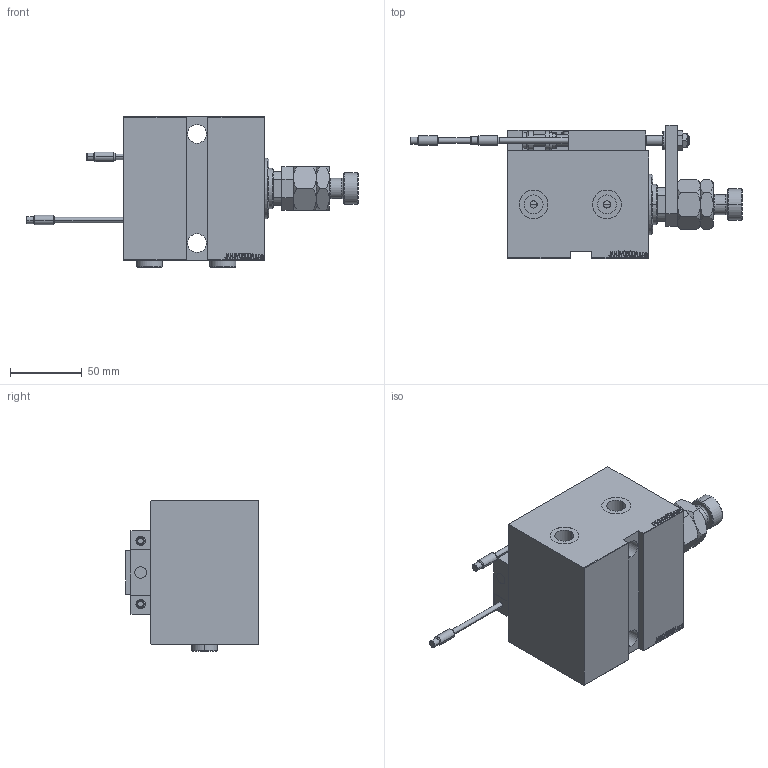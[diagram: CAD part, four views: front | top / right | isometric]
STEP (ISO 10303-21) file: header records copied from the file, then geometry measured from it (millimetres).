
FILE_DESCRIPTION (( 'STEP AP203' ), '1' );
FILE_NAME ('4cd1.STEP', '2024-05-28T05:28:38', ( '' ), ( '' ), 'SwSTEP 2.0', 'SolidWorks 2019', '' );
FILE_SCHEMA (( 'CONFIG_CONTROL_DESIGN' ));
Length unit declared in the file: millimetre
Products named in the file (18): X_Y_MFA 1e30b786100501f68a7e943c62e7d6fc; NUT_D12 1e30b786100501f68a7e943c62e7d6fc; Block 1e30b786100501f68a7e943c62e7d6fc; SWITCH_X_FRONT_BACK 1e30b786100501f68a7e943c62e7d6fc; ALLEN BOLT D5 1e30b786100501f68a7e943c62e7d6fc; V450CM_VC_B 1e30b786100501f68a7e943c62e7d6fc; KONCOVKA_Y 1e30b786100501f68a7e943c62e7d6fc; SWITCH X 1e30b786100501f68a7e943c62e7d6fc; V450CM_E_Body 1e30b786100501f68a7e943c62e7d6fc; Zatka_OIL_PORT 1e30b786100501f68a7e943c62e7d6fc; V450CM_E_VCP 1e30b786100501f68a7e943c62e7d6fc; MAGNET 1e30b786100501f68a7e943c62e7d6fc; ALLEN BOLT D8 1e30b786100501f68a7e943c62e7d6fc; ZARAZKA 1e30b786100501f68a7e943c62e7d6fc; 4cd1; TYC_L79 1e30b786100501f68a7e943c62e7d6fc; NUT_D10 1e30b786100501f68a7e943c62e7d6fc; SWITCH DIM B,W 1e30b786100501f68a7e943c62e7d6fc
Assembly tree (28 placements, depth 3):
  4cd1
    V450CM_E_Body 1e30b786100501f68a7e943c62e7d6fc
    V450CM_E_VCP 1e30b786100501f68a7e943c62e7d6fc
    V450CM_VC_B 1e30b786100501f68a7e943c62e7d6fc
    SWITCH X 1e30b786100501f68a7e943c62e7d6fc
      SWITCH_X_FRONT_BACK 1e30b786100501f68a7e943c62e7d6fc  x2
      TYC_L79 1e30b786100501f68a7e943c62e7d6fc
      Block 1e30b786100501f68a7e943c62e7d6fc  x2
      ALLEN BOLT D5 1e30b786100501f68a7e943c62e7d6fc  x4
      ALLEN BOLT D8 1e30b786100501f68a7e943c62e7d6fc  x4
      MAGNET 1e30b786100501f68a7e943c62e7d6fc  x2
      KONCOVKA_Y 1e30b786100501f68a7e943c62e7d6fc  x2
    SWITCH DIM B,W 1e30b786100501f68a7e943c62e7d6fc
    ZARAZKA 1e30b786100501f68a7e943c62e7d6fc
    NUT_D10 1e30b786100501f68a7e943c62e7d6fc
    NUT_D12 1e30b786100501f68a7e943c62e7d6fc
    X_Y_MFA 1e30b786100501f68a7e943c62e7d6fc
    Zatka_OIL_PORT 1e30b786100501f68a7e943c62e7d6fc  x2
Bounding box: 231 x 92.5 x 104.9 mm (x, y, z)
Volume: 753869.9 mm3; surface area: 134724.8 mm2
Topology: 27 solids, 27 shells, 1413 faces, 3344 edges, 2120 vertices
Faces by surface type: plane 622, bspline 380, cylinder 202, cone 153, torus 52, sphere 4
Entity records: 52959 total; most frequent: CARTESIAN_POINT 26270, ORIENTED_EDGE 5584, DIRECTION 3883, EDGE_CURVE 2792, VERTEX_POINT 1808, VECTOR 1577, LINE 1577, EDGE_LOOP 1296
